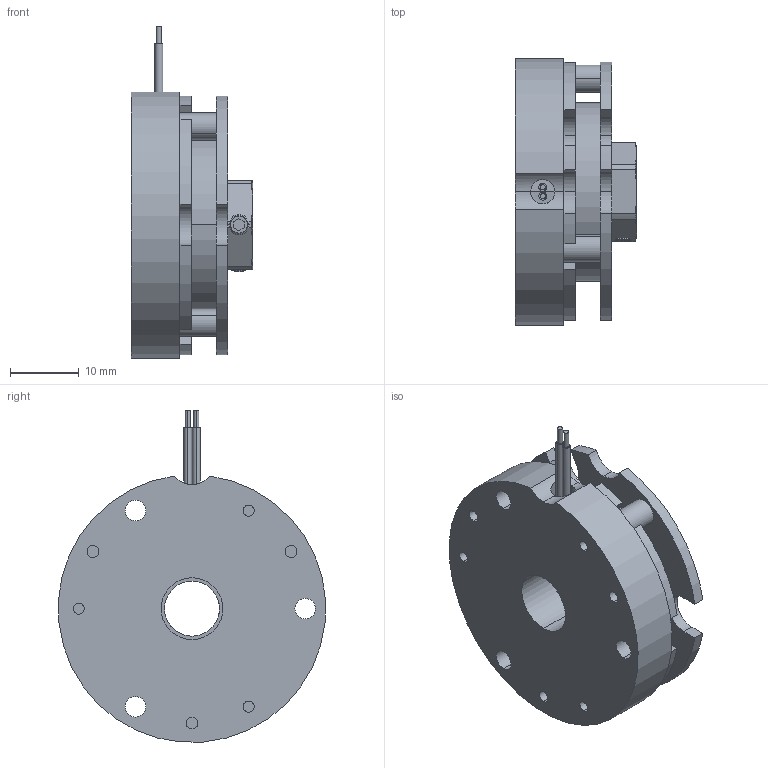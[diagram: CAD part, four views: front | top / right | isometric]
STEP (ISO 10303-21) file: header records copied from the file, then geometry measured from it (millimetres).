
FILE_DESCRIPTION (( 'STEP AP203' ), '1' );
FILE_NAME ('UTSEB-154-24.STEP', '2018-04-02T14:42:04', ( 'User' ), ( '' ), 'SwSTEP 2.0', 'SolidWorks 2018', '' );
FILE_SCHEMA (( 'CONFIG_CONTROL_DESIGN' ));
Length unit declared in the file: inch
Products named in the file (1): UTSEB-154-24
Bounding box: 17.68 x 38.93 x 48.38 mm (x, y, z)
Volume: 14739.2 mm3; surface area: 12154.3 mm2
Topology: 14 solids, 14 shells, 312 faces, 779 edges, 504 vertices
Faces by surface type: cylinder 130, plane 118, cone 56, torus 8
Entity records: 9748 total; most frequent: CARTESIAN_POINT 1910, DIRECTION 1701, ORIENTED_EDGE 1558, EDGE_CURVE 779, AXIS2_PLACEMENT_3D 645, VERTEX_POINT 504, VECTOR 411, LINE 411
